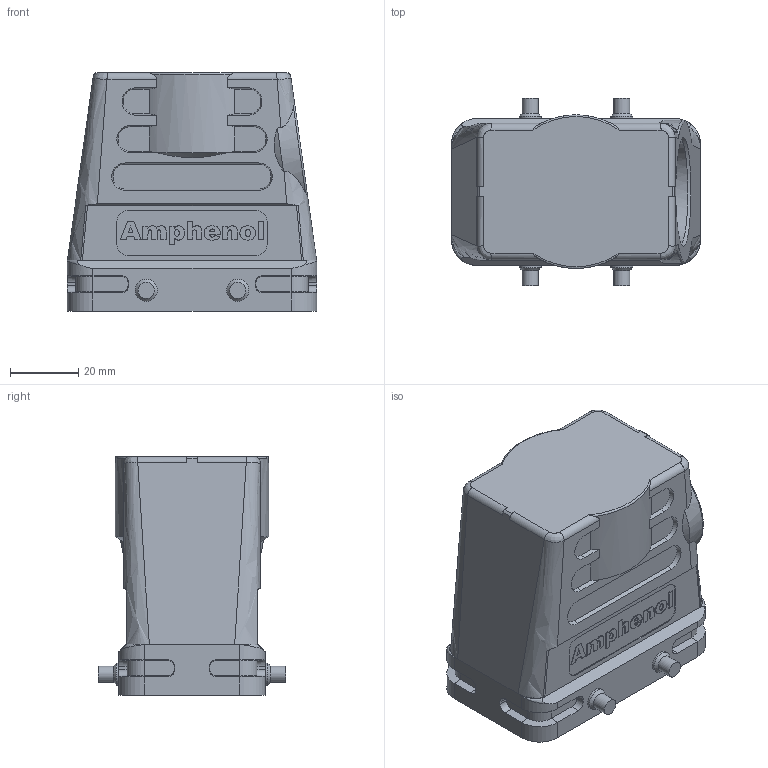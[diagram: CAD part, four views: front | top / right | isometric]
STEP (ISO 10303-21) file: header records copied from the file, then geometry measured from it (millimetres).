
FILE_DESCRIPTION(/* description */ (''),/* implementation_level */ '2;1');
FILE_NAME(/* name */ 'C3D_C146 11R010 500 8.stp',/* time_stamp */ '2020-07-13T10:10:58+02:00',/* author */ (''),/* organization */ (''),/* preprocessor_version */ 'ST-DEVELOPER v16.7',/* originating_system */ 'SIEMENS PLM Software NX 12.0',/* authorisation */ '');
FILE_SCHEMA (('AUTOMOTIVE_DESIGN { 1 0 10303 214 3 1 1 1 }'));
Length unit declared in the file: millimetre
Products named in the file (1): pwoeEFD08714e7u8
Bounding box: 73 x 55 x 70 mm (x, y, z)
Volume: 47775.3 mm3; surface area: 32755 mm2
Topology: 1 solids, 1 shells, 366 faces, 968 edges, 622 vertices
Faces by surface type: plane 183, cylinder 81, bspline 46, cone 29, extrusion 23, torus 4
Full cylindrical faces by diameter (mm): 2.35 x4, 2.5 x4, 3.5 x4, 4.8 x4, 6.5 x4, 30.38 x1
Entity records: 14509 total; most frequent: CARTESIAN_POINT 4379, ORIENTED_EDGE 1808, DIRECTION 1514, EDGE_CURVE 904, VERTEX_POINT 602, AXIS2_PLACEMENT_3D 520, VECTOR 474, LINE 451
